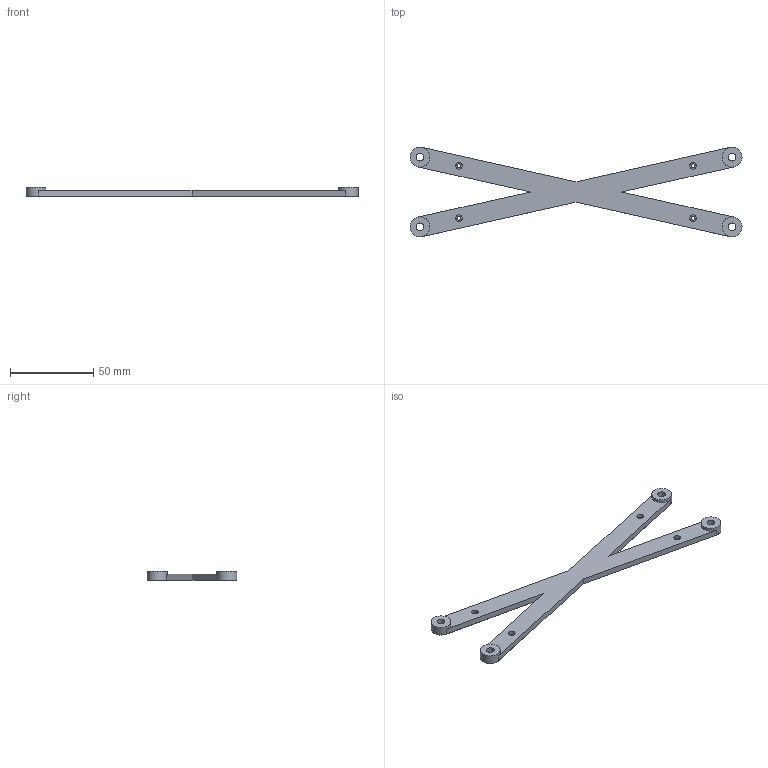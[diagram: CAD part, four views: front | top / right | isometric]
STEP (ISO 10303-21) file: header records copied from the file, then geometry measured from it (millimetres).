
FILE_DESCRIPTION(/* description */ (''),/* implementation_level */ '2;1');
FILE_NAME(/* name */ 'UHP-200-Bracket2 v3.step',/* time_stamp */ '2022-04-17T14:23:14-04:00',/* author */ (''),/* organization */ (''),/* preprocessor_version */ 'ST-DEVELOPER v18.1',/* originating_system */ 'Autodesk Translation Framework v10.14.0.1471',/* authorisation */ '');
FILE_SCHEMA (('AUTOMOTIVE_DESIGN { 1 0 10303 214 3 1 1 }'));
Length unit declared in the file: millimetre
Products named in the file (2): UHP-200-Bracket2; Component1
Assembly tree (1 placements, depth 2):
  UHP-200-Bracket2
    Component1
Bounding box: 200 x 54 x 6 mm (x, y, z)
Volume: 18329.5 mm3; surface area: 12405.7 mm2
Topology: 1 solids, 1 shells, 54 faces, 124 edges, 76 vertices
Faces by surface type: plane 26, cylinder 16, cone 12
Full cylindrical faces by diameter (mm): 2.4 x4, 4 x4, 4.7 x4, 12 x4
Entity records: 1605 total; most frequent: DIRECTION 290, CARTESIAN_POINT 257, ORIENTED_EDGE 248, EDGE_CURVE 124, AXIS2_PLACEMENT_3D 109, VERTEX_POINT 76, EDGE_LOOP 74, LINE 72
